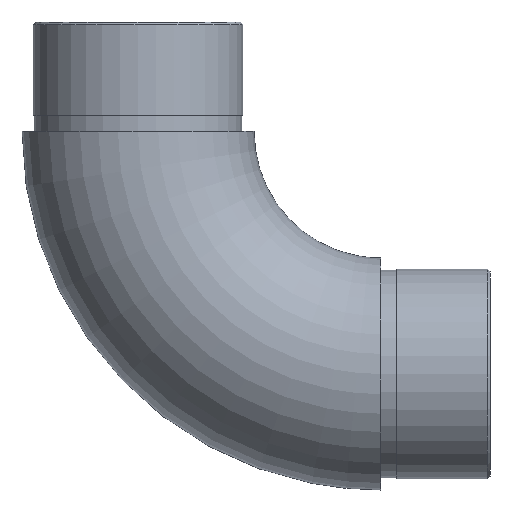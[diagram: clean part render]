
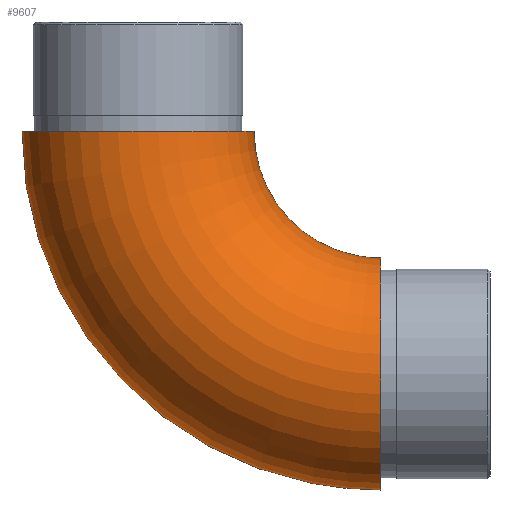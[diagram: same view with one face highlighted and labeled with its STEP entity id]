
A CAD part, left-side view. The second image highlights one B-rep face of the part: STEP entity #9607.
In plain terms, the highlighted toroidal (fillet/blend) face has major radius 44.3 mm and minor radius 21.2 mm.
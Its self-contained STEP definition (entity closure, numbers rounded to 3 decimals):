
#308 = VERTEX_POINT ( 'NONE', #1163 ) ;
#630 = FACE_OUTER_BOUND ( 'NONE', #11687, .T. ) ;
#869 = EDGE_CURVE ( 'NONE', #11484, #11484, #7866, .T. ) ;
#1163 = CARTESIAN_POINT ( 'NONE',  ( 0., 0., 42.4 ) ) ;
#1261 = AXIS2_PLACEMENT_3D ( 'NONE', #3175, #10608, #4147 ) ;
#2241 = FACE_OUTER_BOUND ( 'NONE', #2541, .T. ) ;
#2541 = EDGE_LOOP ( 'NONE', ( #5331 ) ) ;
#3175 = CARTESIAN_POINT ( 'NONE',  ( 0., 0., 21.2 ) ) ;
#3688 = AXIS2_PLACEMENT_3D ( 'NONE', #10515, #4896, #5873 ) ;
#3966 = TOROIDAL_SURFACE ( 'NONE', #4975, 44.3, 21.2 ) ;
#4040 = CARTESIAN_POINT ( 'NONE',  ( 0., 0., 65.5 ) ) ;
#4147 = DIRECTION ( 'NONE',  ( 0., 0., 1. ) ) ;
#4223 = CIRCLE ( 'NONE', #1261, 21.2 ) ;
#4896 = DIRECTION ( 'NONE',  ( 0., 0., 1. ) ) ;
#4975 = AXIS2_PLACEMENT_3D ( 'NONE', #4040, #7647, #9513 ) ;
#5331 = ORIENTED_EDGE ( 'NONE', *, *, #869, .F. ) ;
#5873 = DIRECTION ( 'NONE',  ( 0., -1., 0. ) ) ;
#7647 = DIRECTION ( 'NONE',  ( -1., 0., 0. ) ) ;
#7866 = CIRCLE ( 'NONE', #3688, 21.2 ) ;
#8584 = ORIENTED_EDGE ( 'NONE', *, *, #8936, .T. ) ;
#8936 = EDGE_CURVE ( 'NONE', #308, #308, #4223, .T. ) ;
#9513 = DIRECTION ( 'NONE',  ( 0., 0., 1. ) ) ;
#9607 = ADVANCED_FACE ( 'NONE', ( #2241, #630 ), #3966, .T. ) ;
#10284 = CARTESIAN_POINT ( 'NONE',  ( 0., 23.1, 65.5 ) ) ;
#10515 = CARTESIAN_POINT ( 'NONE',  ( 0., 44.3, 65.5 ) ) ;
#10608 = DIRECTION ( 'NONE',  ( 0., 1., 0. ) ) ;
#11484 = VERTEX_POINT ( 'NONE', #10284 ) ;
#11687 = EDGE_LOOP ( 'NONE', ( #8584 ) ) ;
